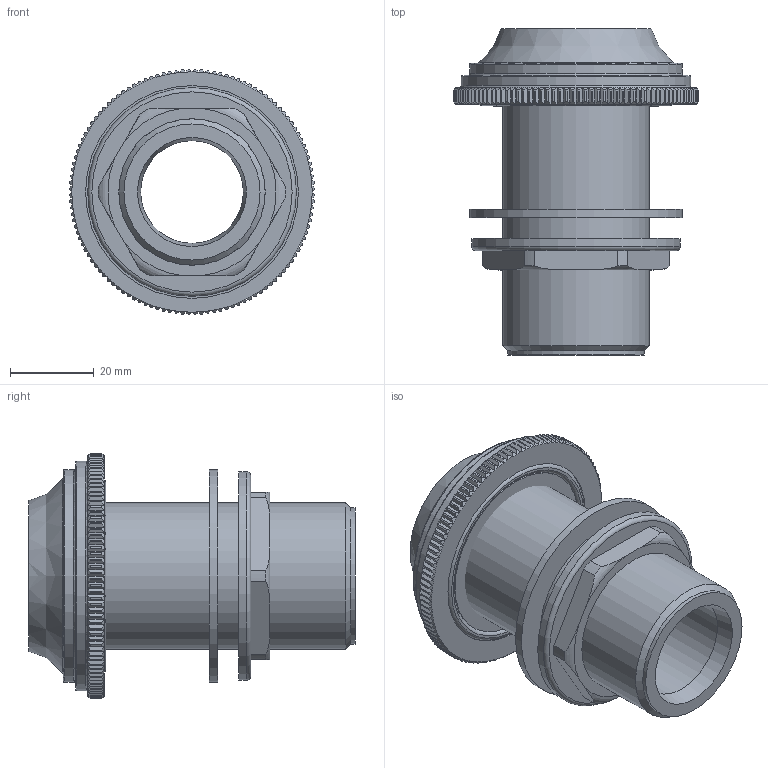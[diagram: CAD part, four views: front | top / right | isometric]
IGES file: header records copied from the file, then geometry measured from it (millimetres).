
Global section: file name: No Iges File Name specified; native system: Autodesk Inventor 2012; preprocessor: AutoDesk Inventor Iges Exporter R2012; author: adaniels; date: 20120423.075237; units: millimetre
Bounding box: 58.49 x 77.8 x 58.49 mm (x, y, z)
Volume: 60748 mm3; surface area: 29737.8 mm2
Topology: 5 solids, 5 shells, 666 faces, 1451 edges, 803 vertices
Faces by surface type: plane 264, cone 242, cylinder 133, revolution 16, torus 11
Full cylindrical faces by diameter (mm): 32.5 x1, 34.925 x1, 41.6 x1, 49.8 x1, 50.7 x1, 50.8 x1, 54.7 x1
